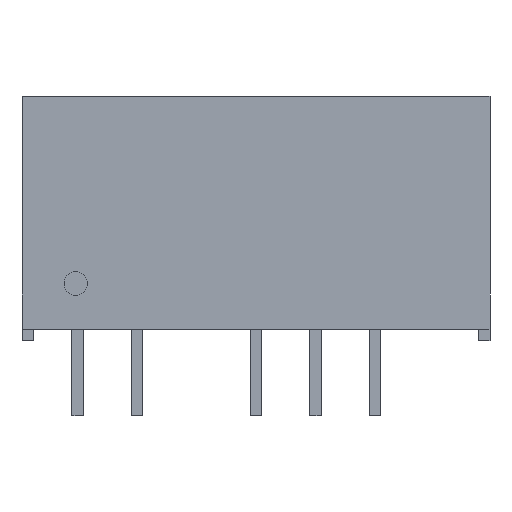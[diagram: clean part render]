
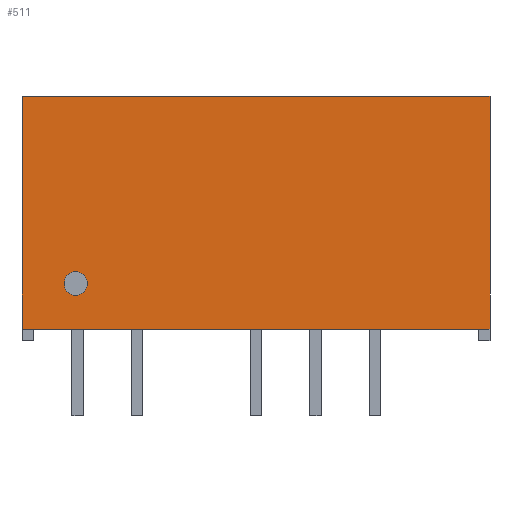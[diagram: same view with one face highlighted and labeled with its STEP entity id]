
A CAD part, front view. The second image highlights one B-rep face of the part: STEP entity #511.
In plain terms, the highlighted planar face has unit normal (0, -1, 0).
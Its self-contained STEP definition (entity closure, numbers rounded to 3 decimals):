
#472=CARTESIAN_POINT('',(10.0,-4.975,0.5));
#473=DIRECTION('',(0.0,-1.0,0.0));
#474=DIRECTION('',(0.0,0.0,-1.0));
#475=AXIS2_PLACEMENT_3D('',#472,#473,#474);
#476=PLANE('',#475);
#477=CARTESIAN_POINT('',(10.0,-4.975,10.45));
#478=VERTEX_POINT('',#477);
#479=CARTESIAN_POINT('',(-10.0,-4.975,10.45));
#480=VERTEX_POINT('',#479);
#481=CARTESIAN_POINT('',(10.0,-4.975,10.45));
#482=DIRECTION('',(-1.0,0.0,0.0));
#483=VECTOR('',#482,20.0);
#484=LINE('',#481,#483);
#485=EDGE_CURVE('',#478,#480,#484,.T.);
#486=ORIENTED_EDGE('',*,*,#485,.T.);
#487=CARTESIAN_POINT('',(-10.0,-4.975,0.5));
#488=VERTEX_POINT('',#487);
#489=CARTESIAN_POINT('',(-10.0,-4.975,0.5));
#490=DIRECTION('',(0.0,0.0,1.0));
#491=VECTOR('',#490,9.95);
#492=LINE('',#489,#491);
#493=EDGE_CURVE('',#488,#480,#492,.T.);
#494=ORIENTED_EDGE('',*,*,#493,.F.);
#495=CARTESIAN_POINT('',(10.0,-4.975,0.5));
#496=VERTEX_POINT('',#495);
#497=CARTESIAN_POINT('',(10.0,-4.975,0.5));
#498=DIRECTION('',(-1.0,0.0,0.0));
#499=VECTOR('',#498,20.0);
#500=LINE('',#497,#499);
#501=EDGE_CURVE('',#496,#488,#500,.T.);
#502=ORIENTED_EDGE('',*,*,#501,.F.);
#503=CARTESIAN_POINT('',(10.0,-4.975,0.5));
#504=DIRECTION('',(0.0,0.0,1.0));
#505=VECTOR('',#504,9.95);
#506=LINE('',#503,#505);
#507=EDGE_CURVE('',#496,#478,#506,.T.);
#508=ORIENTED_EDGE('',*,*,#507,.T.);
#509=EDGE_LOOP('',(#486,#494,#502,#508));
#510=FACE_OUTER_BOUND('',#509,.T.);
#511=ADVANCED_FACE('',(#510),#476,.T.);
